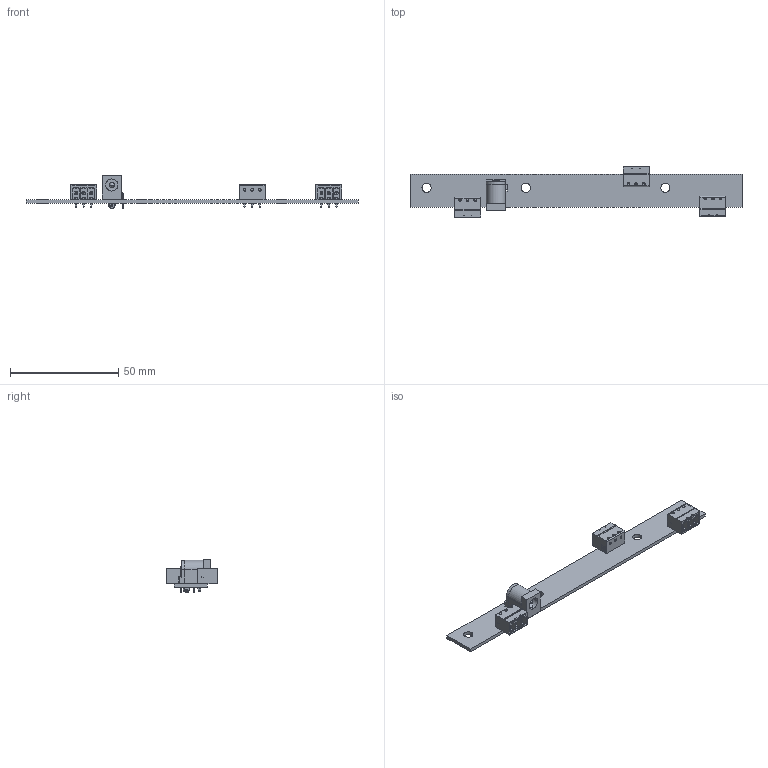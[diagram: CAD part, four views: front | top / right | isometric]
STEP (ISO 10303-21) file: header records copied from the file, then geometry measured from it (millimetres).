
FILE_DESCRIPTION(('Open CASCADE Model'),'2;1');
FILE_NAME('Open CASCADE Shape Model','2023-01-12T11:33:39',('Author'),( 'Open CASCADE'),'Open CASCADE STEP processor 6.8','Open CASCADE 6.8' ,'Unknown');
FILE_SCHEMA(('AUTOMOTIVE_DESIGN { 1 0 10303 214 1 1 1 1 }'));
Length unit declared in the file: millimetre
Products named in the file (9): PCB; Board; Open CASCADE STEP translator 6.8 4.1.1; J4; EJ508A--3DModel-STEP-231308; J3; 1844223_05; J2; J1
Assembly tree (10 placements, depth 3):
  PCB
    Board
      Open CASCADE STEP translator 6.8 4.1.1
    J4
      EJ508A--3DModel-STEP-231308
    J3
      1844223_05
    J2
      1844223_05
    J1
      1844223_05
Bounding box: 153.03 x 23.42 x 15.15 mm (x, y, z)
Volume: 5971.7 mm3; surface area: 9841.6 mm2
Topology: 11 solids, 11 shells, 935 faces, 2289 edges, 1452 vertices
Faces by surface type: plane 667, cylinder 248, cone 18, sphere 2
Full cylindrical faces by diameter (mm): 1.3 x9, 4.216 x3
Entity records: 15431 total; most frequent: CARTESIAN_POINT 3966, DIRECTION 1937, ORIENTED_EDGE 1890, EDGE_CURVE 945, LINE 707, VECTOR 707, AXIS2_PLACEMENT_3D 615, VERTEX_POINT 606
